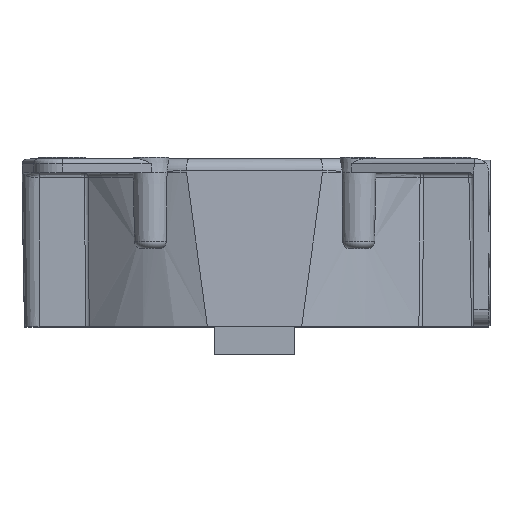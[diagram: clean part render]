
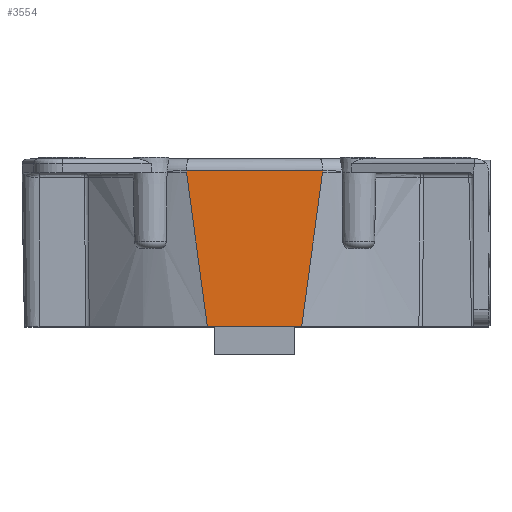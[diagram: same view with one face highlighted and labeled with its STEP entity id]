
A CAD part, top view. The second image highlights one B-rep face of the part: STEP entity #3554.
In plain terms, the highlighted planar face has unit normal (0, 0.018, 1).
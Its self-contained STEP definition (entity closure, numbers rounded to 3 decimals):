
#3554=ADVANCED_FACE('',(#4301),#4014,.F.);
#4014=PLANE('',#15280);
#4301=FACE_OUTER_BOUND('',#4794,.T.);
#4794=EDGE_LOOP('',(#5878,#5879,#5880,#5881,#5882,#5883));
#5878=ORIENTED_EDGE('',*,*,#9047,.F.);
#5879=ORIENTED_EDGE('',*,*,#9048,.F.);
#5880=ORIENTED_EDGE('',*,*,#9049,.T.);
#5881=ORIENTED_EDGE('',*,*,#9050,.F.);
#5882=ORIENTED_EDGE('',*,*,#9051,.F.);
#5883=ORIENTED_EDGE('',*,*,#8862,.T.);
#8011=VERTEX_POINT('',#19543);
#8012=VERTEX_POINT('',#19545);
#8149=VERTEX_POINT('',#20397);
#8150=VERTEX_POINT('',#20407);
#8151=VERTEX_POINT('',#20409);
#8152=VERTEX_POINT('',#20414);
#8862=EDGE_CURVE('',#8012,#8011,#12172,.T.);
#9047=EDGE_CURVE('',#8149,#8011,#9946,.T.);
#9048=EDGE_CURVE('',#8150,#8149,#9947,.T.);
#9049=EDGE_CURVE('',#8150,#8151,#12226,.T.);
#9050=EDGE_CURVE('',#8152,#8151,#9948,.T.);
#9051=EDGE_CURVE('',#8012,#8152,#9949,.T.);
#9946=B_SPLINE_CURVE_WITH_KNOTS('',3,(#20398,#20399,#20400,#20401),
 .UNSPECIFIED.,.F.,.F.,(4,4),(0.,1.),.UNSPECIFIED.);
#9947=B_SPLINE_CURVE_WITH_KNOTS('',3,(#20403,#20404,#20405,#20406),
 .UNSPECIFIED.,.F.,.F.,(4,4),(0.,1.),.UNSPECIFIED.);
#9948=B_SPLINE_CURVE_WITH_KNOTS('',3,(#20410,#20411,#20412,#20413),
 .UNSPECIFIED.,.F.,.F.,(4,4),(0.,1.),.UNSPECIFIED.);
#9949=B_SPLINE_CURVE_WITH_KNOTS('',3,(#20415,#20416,#20417,#20418),
 .UNSPECIFIED.,.F.,.F.,(4,4),(0.,1.),.UNSPECIFIED.);
#12172=LINE('',#19544,#13216);
#12226=LINE('',#20408,#13270);
#13216=VECTOR('',#16591,1.);
#13270=VECTOR('',#16919,1.);
#15280=AXIS2_PLACEMENT_3D('',#20419,#16920,#16921);
#16591=DIRECTION('',(1.,0.,0.));
#16919=DIRECTION('',(-1.,0.,0.));
#16920=DIRECTION('',(0.,-0.017,-1.));
#16921=DIRECTION('',(0.,1.,-0.017));
#19543=CARTESIAN_POINT('',(9.565,0.,205.));
#19544=CARTESIAN_POINT('',(-9.565,0.,205.));
#19545=CARTESIAN_POINT('',(-9.565,0.,205.));
#20397=CARTESIAN_POINT('',(13.806,31.199,204.455));
#20398=CARTESIAN_POINT('',(13.806,31.199,204.455));
#20399=CARTESIAN_POINT('',(12.606,20.77,204.637));
#20400=CARTESIAN_POINT('',(11.286,10.358,204.819));
#20401=CARTESIAN_POINT('',(9.565,0.,205.));
#20403=CARTESIAN_POINT('',(13.806,31.544,204.449));
#20404=CARTESIAN_POINT('',(13.806,31.429,204.451));
#20405=CARTESIAN_POINT('',(13.806,31.314,204.453));
#20406=CARTESIAN_POINT('',(13.807,31.199,204.455));
#20407=CARTESIAN_POINT('',(13.806,31.544,204.449));
#20408=CARTESIAN_POINT('',(13.806,31.544,204.449));
#20409=CARTESIAN_POINT('',(-13.806,31.544,204.449));
#20410=CARTESIAN_POINT('',(-13.807,31.199,204.455));
#20411=CARTESIAN_POINT('',(-13.806,31.314,204.453));
#20412=CARTESIAN_POINT('',(-13.806,31.429,204.451));
#20413=CARTESIAN_POINT('',(-13.806,31.544,204.449));
#20414=CARTESIAN_POINT('',(-13.806,31.199,204.455));
#20415=CARTESIAN_POINT('',(-9.565,0.,205.));
#20416=CARTESIAN_POINT('',(-11.286,10.358,204.819));
#20417=CARTESIAN_POINT('',(-12.606,20.77,204.637));
#20418=CARTESIAN_POINT('',(-13.806,31.199,204.455));
#20419=CARTESIAN_POINT('',(-15.,31.544,204.449));
